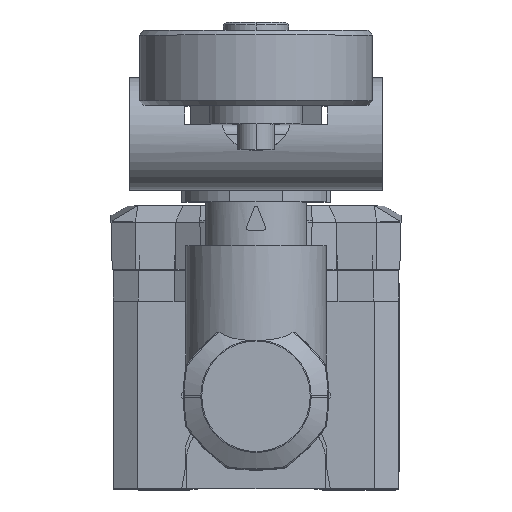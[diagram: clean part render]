
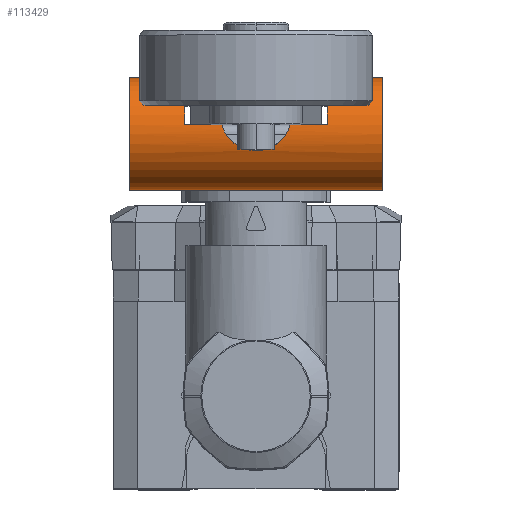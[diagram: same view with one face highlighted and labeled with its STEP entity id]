
A CAD part, top view. The second image highlights one B-rep face of the part: STEP entity #113429.
In plain terms, the highlighted cylindrical face has radius 6 mm (diameter 12 mm), a partial arc.
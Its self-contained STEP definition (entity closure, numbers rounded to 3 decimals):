
#37292=DIRECTION('',(1.,0.,0.));
#37293=VECTOR('',#37292,27.);
#37294=CARTESIAN_POINT('',(-13.5,21.9,24.3));
#37295=LINE('',#37294,#37293);
#37677=DIRECTION('',(-1.,0.,0.));
#37678=VECTOR('',#37677,3.334);
#37679=CARTESIAN_POINT('',(7.,28.9,30.216));
#37680=LINE('',#37679,#37678);
#37684=DIRECTION('',(-1.,0.,0.));
#37685=VECTOR('',#37684,3.334);
#37686=CARTESIAN_POINT('',(-3.666,28.9,30.216));
#37687=LINE('',#37686,#37685);
#37691=CARTESIAN_POINT('',(-3.666,28.9,30.216));
#37692=CARTESIAN_POINT('',(-3.639,28.802,
30.233));
#37693=CARTESIAN_POINT('',(-3.578,28.608,
30.26));
#37694=CARTESIAN_POINT('',(-3.461,28.322,
30.287));
#37695=CARTESIAN_POINT('',(-3.32,28.041,
30.3));
#37696=CARTESIAN_POINT('',(-3.152,27.769,
30.301));
#37697=CARTESIAN_POINT('',(-2.957,27.506,
30.289));
#37698=CARTESIAN_POINT('',(-2.737,27.257,
30.267));
#37699=CARTESIAN_POINT('',(-2.491,27.024,
30.237));
#37700=CARTESIAN_POINT('',(-2.223,26.812,
30.202));
#37701=CARTESIAN_POINT('',(-1.935,26.623,
30.164));
#37702=CARTESIAN_POINT('',(-1.631,26.462,
30.126));
#37703=CARTESIAN_POINT('',(-1.315,26.329,
30.091));
#37704=CARTESIAN_POINT('',(-0.992,26.226,
30.062));
#37705=CARTESIAN_POINT('',(-0.663,26.153,
30.04));
#37706=CARTESIAN_POINT('',(-0.332,26.11,
30.027));
#37707=CARTESIAN_POINT('',(0.,26.095,
30.022));
#37708=CARTESIAN_POINT('',(0.332,26.11,
30.027));
#37709=CARTESIAN_POINT('',(0.663,26.153,
30.04));
#37710=CARTESIAN_POINT('',(0.992,26.226,
30.062));
#37711=CARTESIAN_POINT('',(1.315,26.329,30.091));
#37712=CARTESIAN_POINT('',(1.631,26.462,30.126));
#37713=CARTESIAN_POINT('',(1.935,26.623,30.164));
#37714=CARTESIAN_POINT('',(2.223,26.812,30.202));
#37715=CARTESIAN_POINT('',(2.491,27.024,30.237));
#37716=CARTESIAN_POINT('',(2.737,27.257,30.267));
#37717=CARTESIAN_POINT('',(2.957,27.506,30.289));
#37718=CARTESIAN_POINT('',(3.152,27.769,30.301));
#37719=CARTESIAN_POINT('',(3.32,28.041,30.3));
#37720=CARTESIAN_POINT('',(3.461,28.322,30.287));
#37721=CARTESIAN_POINT('',(3.578,28.608,30.26));
#37722=CARTESIAN_POINT('',(3.639,28.802,30.233));
#37723=CARTESIAN_POINT('',(3.666,28.9,30.216));
#37742=DIRECTION('',(-1.,0.,0.));
#37743=VECTOR('',#37742,0.6);
#37744=CARTESIAN_POINT('',(7.6,28.9,30.216));
#37745=LINE('',#37744,#37743);
#37868=DIRECTION('',(-1.,0.,0.));
#37869=VECTOR('',#37868,0.6);
#37870=CARTESIAN_POINT('',(-7.,28.9,30.216));
#37871=LINE('',#37870,#37869);
#38303=CARTESIAN_POINT('',(13.5,27.9,24.3));
#38304=DIRECTION('',(1.,0.,0.));
#38305=DIRECTION('',(0.,0.778,-0.629));
#38306=AXIS2_PLACEMENT_3D('',#38303,#38304,#38305);
#38349=DIRECTION('',(1.,0.,0.));
#38350=VECTOR('',#38349,5.9);
#38351=CARTESIAN_POINT('',(7.6,32.567,20.529));
#38352=LINE('',#38351,#38350);
#38364=CARTESIAN_POINT('',(7.6,27.9,24.3));
#38365=DIRECTION('',(-1.,0.,0.));
#38366=DIRECTION('',(0.,0.167,0.986));
#38367=AXIS2_PLACEMENT_3D('',#38364,#38365,#38366);
#38435=CARTESIAN_POINT('',(-7.6,27.9,24.3));
#38436=DIRECTION('',(-1.,0.,0.));
#38437=DIRECTION('',(0.,0.167,0.986));
#38438=AXIS2_PLACEMENT_3D('',#38435,#38436,#38437);
#44794=DIRECTION('',(1.,0.,0.));
#44795=VECTOR('',#44794,5.9);
#44796=CARTESIAN_POINT('',(-13.5,32.567,20.529));
#44797=LINE('',#44796,#44795);
#44823=CARTESIAN_POINT('',(-13.5,27.9,24.3));
#44824=DIRECTION('',(1.,0.,0.));
#44825=DIRECTION('',(0.,0.778,-0.629));
#44826=AXIS2_PLACEMENT_3D('',#44823,#44824,#44825);
#62524=CARTESIAN_POINT('',(-13.5,21.9,24.3));
#62526=VERTEX_POINT('',#62524);
#62527=CARTESIAN_POINT('',(13.5,21.9,24.3));
#62529=VERTEX_POINT('',#62527);
#62539=CARTESIAN_POINT('',(-13.5,32.567,20.529));
#62540=VERTEX_POINT('',#62539);
#62545=CARTESIAN_POINT('',(13.5,32.567,20.529));
#62546=VERTEX_POINT('',#62545);
#62627=CARTESIAN_POINT('',(7.6,28.9,30.216));
#62628=CARTESIAN_POINT('',(7.6,32.567,20.529));
#62629=VERTEX_POINT('',#62627);
#62630=VERTEX_POINT('',#62628);
#62631=CARTESIAN_POINT('',(-7.6,28.9,30.216));
#62632=CARTESIAN_POINT('',(-7.6,32.567,20.529));
#62633=VERTEX_POINT('',#62631);
#62634=VERTEX_POINT('',#62632);
#62864=CARTESIAN_POINT('',(7.,28.9,30.216));
#62865=CARTESIAN_POINT('',(3.666,28.9,30.216));
#62866=VERTEX_POINT('',#62864);
#62867=VERTEX_POINT('',#62865);
#62868=CARTESIAN_POINT('',(-3.666,28.9,30.216));
#62869=CARTESIAN_POINT('',(-7.,28.9,30.216));
#62870=VERTEX_POINT('',#62868);
#62871=VERTEX_POINT('',#62869);
#113401=CARTESIAN_POINT('',(-13.5,27.9,24.3));
#113402=DIRECTION('',(-1.,0.,0.));
#113403=DIRECTION('',(0.,0.,-1.));
#113404=AXIS2_PLACEMENT_3D('',#113401,#113402,#113403);
#113405=CYLINDRICAL_SURFACE('',#113404,6.);
#113406=ORIENTED_EDGE('',*,*,#113352,.F.);
#113408=ORIENTED_EDGE('',*,*,#113407,.F.);
#113410=ORIENTED_EDGE('',*,*,#113409,.T.);
#113412=ORIENTED_EDGE('',*,*,#113411,.T.);
#113414=ORIENTED_EDGE('',*,*,#113413,.T.);
#113415=ORIENTED_EDGE('',*,*,#113092,.F.);
#113417=ORIENTED_EDGE('',*,*,#113416,.F.);
#113419=ORIENTED_EDGE('',*,*,#113418,.T.);
#113421=ORIENTED_EDGE('',*,*,#113420,.F.);
#113423=ORIENTED_EDGE('',*,*,#113422,.F.);
#113424=ORIENTED_EDGE('',*,*,#113375,.F.);
#113426=ORIENTED_EDGE('',*,*,#113425,.T.);
#113427=EDGE_LOOP('',(#113406,#113408,#113410,#113412,#113414,#113415,#113417,
#113419,#113421,#113423,#113424,#113426));
#113428=FACE_OUTER_BOUND('',#113427,.F.);
#37724=B_SPLINE_CURVE_WITH_KNOTS('',3,(#37691,#37692,#37693,#37694,#37695,
#37696,#37697,#37698,#37699,#37700,#37701,#37702,#37703,#37704,#37705,#37706,
#37707,#37708,#37709,#37710,#37711,#37712,#37713,#37714,#37715,#37716,#37717,
#37718,#37719,#37720,#37721,#37722,#37723),.UNSPECIFIED.,.F.,.F.,(4,1,1,1,1,1,1,
1,1,1,1,1,1,1,1,1,1,1,1,1,1,1,1,1,1,1,1,1,1,1,4),(0.,0.033,
0.067,0.1,0.133,0.167,0.2,
0.233,0.267,0.3,0.333,0.367,
0.4,0.433,0.467,0.5,0.533,
0.567,0.6,0.633,0.667,0.7,
0.733,0.767,0.8,0.833,0.867,
0.9,0.933,0.967,1.),.UNSPECIFIED.);
#38307=CIRCLE('',#38306,6.);
#38368=CIRCLE('',#38367,6.);
#38439=CIRCLE('',#38438,6.);
#44827=CIRCLE('',#44826,6.);
#113092=EDGE_CURVE('',#62526,#62529,#37295,.T.);
#113352=EDGE_CURVE('',#62866,#62867,#37680,.T.);
#113375=EDGE_CURVE('',#62870,#62871,#37687,.T.);
#113407=EDGE_CURVE('',#62629,#62866,#37745,.T.);
#113409=EDGE_CURVE('',#62629,#62630,#38368,.T.);
#113411=EDGE_CURVE('',#62630,#62546,#38352,.T.);
#113413=EDGE_CURVE('',#62546,#62529,#38307,.T.);
#113416=EDGE_CURVE('',#62540,#62526,#44827,.T.);
#113418=EDGE_CURVE('',#62540,#62634,#44797,.T.);
#113420=EDGE_CURVE('',#62633,#62634,#38439,.T.);
#113422=EDGE_CURVE('',#62871,#62633,#37871,.T.);
#113425=EDGE_CURVE('',#62870,#62867,#37724,.T.);
#113429=ADVANCED_FACE('',(#113428),#113405,.T.);
